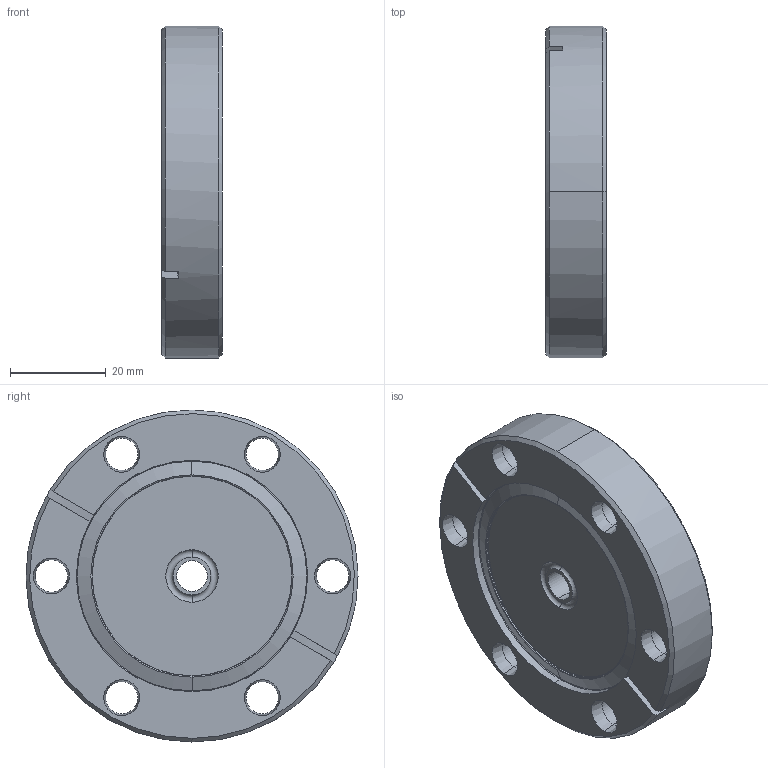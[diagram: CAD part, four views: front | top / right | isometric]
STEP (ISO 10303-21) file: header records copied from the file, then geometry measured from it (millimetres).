
FILE_DESCRIPTION (( 'STEP AP203' ), '1' );
FILE_NAME ('110009_A.STEP', '2024-04-03T06:25:43', ( '' ), ( '' ), 'SwSTEP 2.0', 'SolidWorks 2022', '' );
FILE_SCHEMA (( 'CONFIG_CONTROL_DESIGN' ));
Length unit declared in the file: inch
Products named in the file (1): 110009_A
Bounding box: 12.7 x 69.34 x 69.34 mm (x, y, z)
Volume: 42134 mm3; surface area: 11894.5 mm2
Topology: 1 solids, 1 shells, 70 faces, 164 edges, 97 vertices
Faces by surface type: cone 31, cylinder 22, plane 9, torus 8
Entity records: 2122 total; most frequent: DIRECTION 393, CARTESIAN_POINT 356, ORIENTED_EDGE 328, AXIS2_PLACEMENT_3D 166, EDGE_CURVE 164, VERTEX_POINT 97, CIRCLE 95, EDGE_LOOP 85
